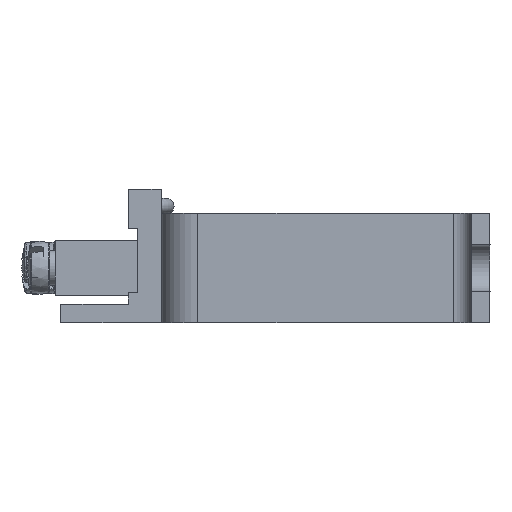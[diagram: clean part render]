
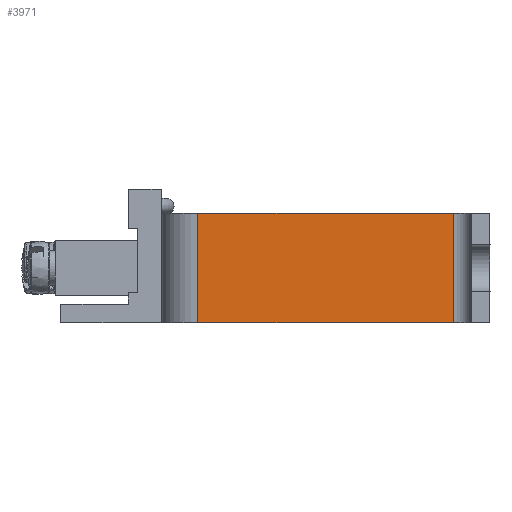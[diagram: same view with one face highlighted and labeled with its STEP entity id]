
A CAD part, left-side view. The second image highlights one B-rep face of the part: STEP entity #3971.
In plain terms, the highlighted planar face has unit normal (-1, 0, 0).
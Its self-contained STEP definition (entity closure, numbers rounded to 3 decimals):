
#356=LINE('',#7530,#568);
#364=LINE('',#7546,#576);
#372=LINE('',#7569,#584);
#373=LINE('',#7573,#585);
#568=VECTOR('',#5543,12.);
#576=VECTOR('',#5557,28.);
#584=VECTOR('',#5589,12.);
#585=VECTOR('',#5596,28.);
#693=PLANE('',#4449);
#1372=FACE_OUTER_BOUND('',#1796,.T.);
#1796=EDGE_LOOP('',(#3562,#3563,#3564,#3565));
#2176=VERTEX_POINT('',#7519);
#2177=VERTEX_POINT('',#7523);
#2182=VERTEX_POINT('',#7544);
#2185=VERTEX_POINT('',#7568);
#2622=EDGE_CURVE('',#2176,#2177,#356,.T.);
#2630=EDGE_CURVE('',#2182,#2177,#364,.T.);
#2642=EDGE_CURVE('',#2182,#2185,#372,.T.);
#2645=EDGE_CURVE('',#2176,#2185,#373,.T.);
#3562=ORIENTED_EDGE('',*,*,#2622,.T.);
#3563=ORIENTED_EDGE('',*,*,#2630,.F.);
#3564=ORIENTED_EDGE('',*,*,#2642,.T.);
#3565=ORIENTED_EDGE('',*,*,#2645,.F.);
#3971=ADVANCED_FACE('',(#1372),#693,.T.);
#4449=AXIS2_PLACEMENT_3D('',#7580,#5607,#5608);
#5543=DIRECTION('',(0.,-1.,0.));
#5557=DIRECTION('',(0.,0.,-1.));
#5589=DIRECTION('',(0.,1.,0.));
#5596=DIRECTION('',(0.,0.,1.));
#5607=DIRECTION('center_axis',(-1.,0.,0.));
#5608=DIRECTION('ref_axis',(0.,0.,1.));
#7519=CARTESIAN_POINT('',(-113.,6.,-30.));
#7523=CARTESIAN_POINT('',(-113.,-6.,-30.));
#7530=CARTESIAN_POINT('',(-113.,-3.,-30.));
#7544=CARTESIAN_POINT('',(-113.,-6.,-2.));
#7546=CARTESIAN_POINT('',(-113.,-6.,-2.));
#7568=CARTESIAN_POINT('',(-113.,6.,-2.));
#7569=CARTESIAN_POINT('',(-113.,0.,-2.));
#7573=CARTESIAN_POINT('',(-113.,6.,7.048));
#7580=CARTESIAN_POINT('Origin',(-113.,0.,-15.738));
